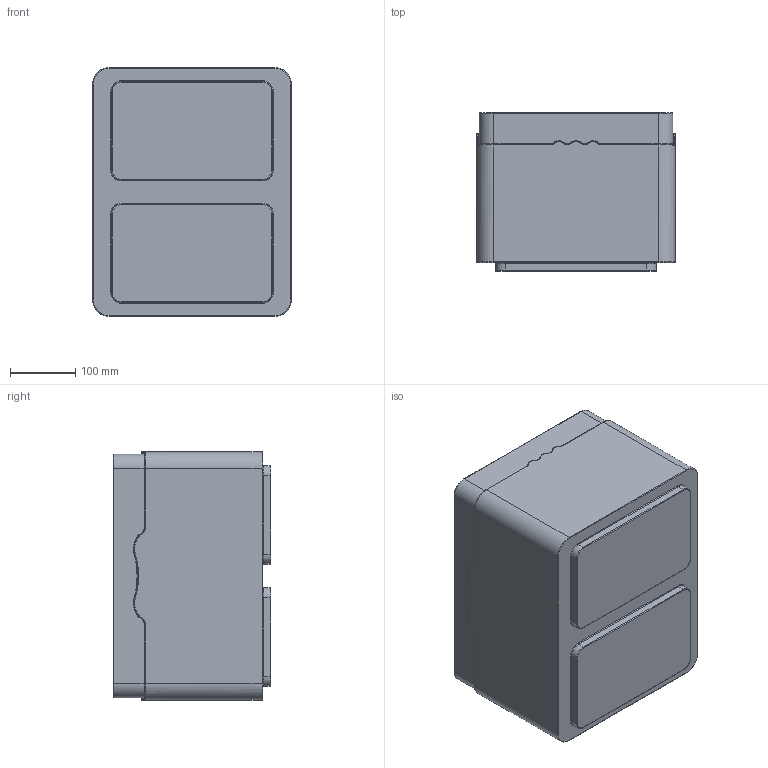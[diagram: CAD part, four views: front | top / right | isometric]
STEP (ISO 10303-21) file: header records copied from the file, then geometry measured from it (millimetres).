
FILE_DESCRIPTION((''),'2;1');
FILE_NAME('129263WSM','2025-06-20T12:00:14',('SYSTEM'),(''),'CREO PARAMETRIC BY PTC INC, 2023294','CREO PARAMETRIC BY PTC INC, 2023294','');
FILE_SCHEMA(('CONFIG_CONTROL_DESIGN'));
Length unit declared in the file: inch
Products named in the file (1): 129263WSM
Bounding box: 303.53 x 241.3 x 379.73 mm (x, y, z)
Volume: 8128924 mm3; surface area: 793963.4 mm2
Topology: 1 solids, 1 shells, 355 faces, 820 edges, 470 vertices
Faces by surface type: bspline 140, cylinder 100, plane 45, torus 42, cone 20, extrusion 8
Entity records: 22726 total; most frequent: CARTESIAN_POINT 15621, ORIENTED_EDGE 1640, DIRECTION 1254, EDGE_CURVE 820, AXIS2_PLACEMENT_3D 499, VERTEX_POINT 470, EDGE_LOOP 358, FACE_OUTER_BOUND 355
